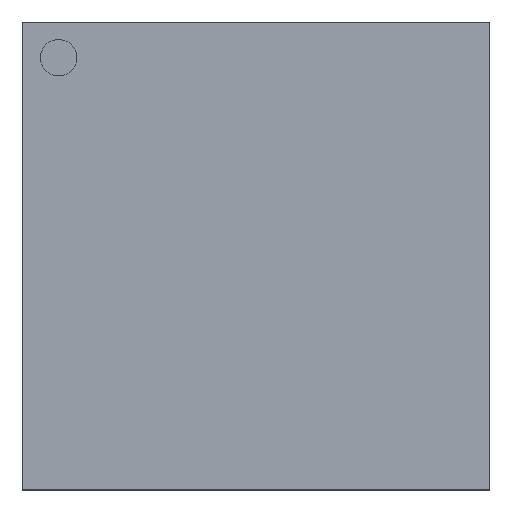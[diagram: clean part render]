
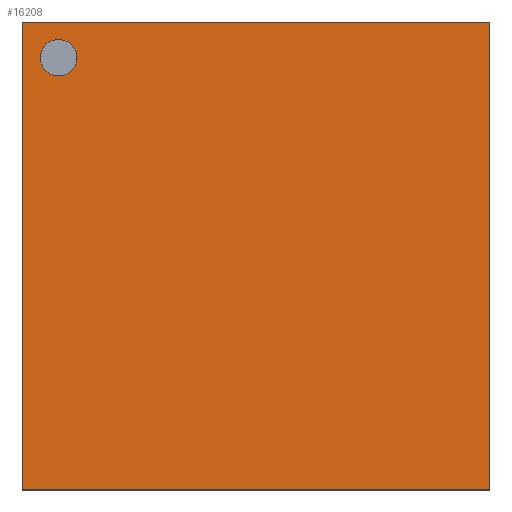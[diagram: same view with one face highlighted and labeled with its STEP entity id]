
A CAD part, top view. The second image highlights one B-rep face of the part: STEP entity #16208.
In plain terms, the highlighted planar face has unit normal (0, 0, 1).
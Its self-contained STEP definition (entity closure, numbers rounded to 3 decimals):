
#16063=CARTESIAN_POINT('',(-4.977,5.506,1.55));
#16064=VERTEX_POINT('',#16063);
#16073=CARTESIAN_POINT('',(-5.99,5.506,1.55));
#16074=VERTEX_POINT('',#16073);
#16075=CARTESIAN_POINT('',(-5.484,5.506,1.55));
#16076=DIRECTION('',(0.0,0.0,-1.0));
#16077=DIRECTION('',(1.0,0.0,0.0));
#16078=AXIS2_PLACEMENT_3D('',#16075,#16076,#16077);
#16079=CIRCLE('',#16078,0.506);
#16080=EDGE_CURVE('',#16074,#16064,#16079,.T.);
#16114=CARTESIAN_POINT('',(-5.484,5.506,1.55));
#16115=DIRECTION('',(0.0,0.0,-1.0));
#16116=DIRECTION('',(1.0,0.0,0.0));
#16117=AXIS2_PLACEMENT_3D('',#16114,#16115,#16116);
#16118=CIRCLE('',#16117,0.506);
#16119=EDGE_CURVE('',#16064,#16074,#16118,.T.);
#16149=CARTESIAN_POINT('',(6.5,6.5,1.55));
#16150=VERTEX_POINT('',#16149);
#16157=CARTESIAN_POINT('',(6.5,-6.5,1.55));
#16158=VERTEX_POINT('',#16157);
#16159=CARTESIAN_POINT('',(6.5,-6.5,1.55));
#16160=DIRECTION('',(0.0,1.0,0.0));
#16161=VECTOR('',#16160,13.0);
#16162=LINE('',#16159,#16161);
#16163=EDGE_CURVE('',#16158,#16150,#16162,.T.);
#16174=CARTESIAN_POINT('',(0.0,0.,1.55));
#16175=DIRECTION('',(0.0,0.0,1.0));
#16176=DIRECTION('',(1.0,0.0,0.0));
#16177=AXIS2_PLACEMENT_3D('',#16174,#16175,#16176);
#16178=PLANE('',#16177);
#16179=CARTESIAN_POINT('',(-6.5,6.5,1.55));
#16180=VERTEX_POINT('',#16179);
#16181=CARTESIAN_POINT('',(6.5,6.5,1.55));
#16182=DIRECTION('',(-1.0,0.0,0.0));
#16183=VECTOR('',#16182,13.0);
#16184=LINE('',#16181,#16183);
#16185=EDGE_CURVE('',#16150,#16180,#16184,.T.);
#16186=ORIENTED_EDGE('',*,*,#16185,.T.);
#16187=CARTESIAN_POINT('',(-6.5,-6.5,1.55));
#16188=VERTEX_POINT('',#16187);
#16189=CARTESIAN_POINT('',(-6.5,6.5,1.55));
#16190=DIRECTION('',(0.0,-1.0,0.0));
#16191=VECTOR('',#16190,13.0);
#16192=LINE('',#16189,#16191);
#16193=EDGE_CURVE('',#16180,#16188,#16192,.T.);
#16194=ORIENTED_EDGE('',*,*,#16193,.T.);
#16195=CARTESIAN_POINT('',(-6.5,-6.5,1.55));
#16196=DIRECTION('',(1.0,0.0,0.0));
#16197=VECTOR('',#16196,13.0);
#16198=LINE('',#16195,#16197);
#16199=EDGE_CURVE('',#16188,#16158,#16198,.T.);
#16200=ORIENTED_EDGE('',*,*,#16199,.T.);
#16201=ORIENTED_EDGE('',*,*,#16163,.T.);
#16202=EDGE_LOOP('',(#16186,#16194,#16200,#16201));
#16203=FACE_OUTER_BOUND('',#16202,.T.);
#16204=ORIENTED_EDGE('',*,*,#16080,.T.);
#16205=ORIENTED_EDGE('',*,*,#16119,.T.);
#16206=EDGE_LOOP('',(#16204,#16205));
#16207=FACE_BOUND('',#16206,.T.);
#16208=ADVANCED_FACE('',(#16203,#16207),#16178,.T.);
